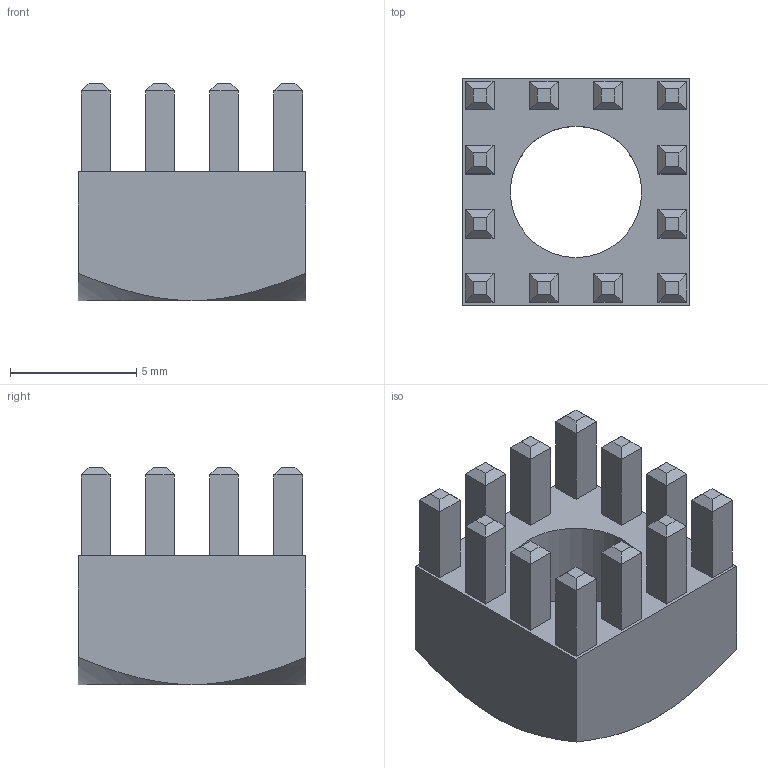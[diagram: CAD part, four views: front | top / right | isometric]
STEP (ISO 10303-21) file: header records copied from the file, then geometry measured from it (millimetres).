
FILE_DESCRIPTION (( 'STEP AP203' ), '1' );
FILE_NAME ('93901-B.STEP', '2013-12-17T18:46:29', ( 'Hajo' ), ( 'Microsoft' ), 'SwSTEP 2.0', 'SolidWorks 2011', '' );
FILE_SCHEMA (( 'CONFIG_CONTROL_DESIGN' ));
Length unit declared in the file: millimetre
Products named in the file (1): 93901-B
Bounding box: 9 x 9 x 8.6 mm (x, y, z)
Volume: 346.4 mm3; surface area: 547.8 mm2
Topology: 1 solids, 1 shells, 122 faces, 270 edges, 162 vertices
Faces by surface type: plane 114, cone 6, cylinder 2
Entity records: 3353 total; most frequent: CARTESIAN_POINT 611, ORIENTED_EDGE 540, DIRECTION 518, EDGE_CURVE 270, VECTOR 252, LINE 252, VERTEX_POINT 162, EDGE_LOOP 136
